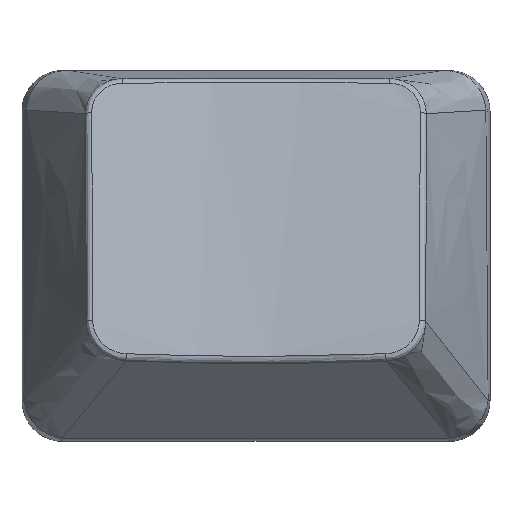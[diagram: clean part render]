
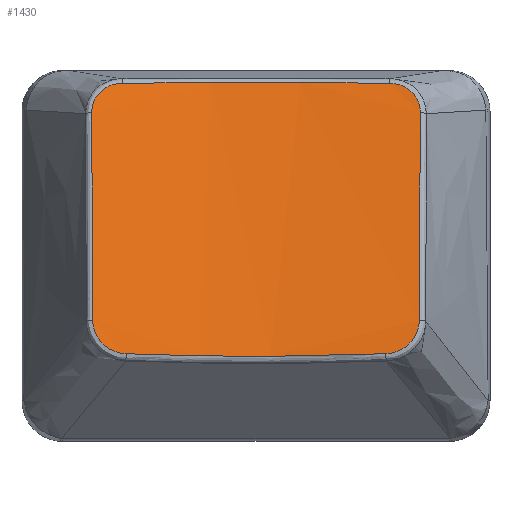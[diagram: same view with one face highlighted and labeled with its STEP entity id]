
A CAD part, top view. The second image highlights one B-rep face of the part: STEP entity #1430.
In plain terms, the highlighted free-form (B-spline) face has degree [1, 2] with [2, 3] control points.
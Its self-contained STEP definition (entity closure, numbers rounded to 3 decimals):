
#14=(
BOUNDED_SURFACE()
B_SPLINE_SURFACE(1,2,((#3784,#3785,#3786),(#3787,#3788,#3789)),
 .UNSPECIFIED.,.F.,.F.,.F.)
B_SPLINE_SURFACE_WITH_KNOTS((2,2),(3,3),(0.133,0.355),
(-1.699,-1.442),.UNSPECIFIED.)
GEOMETRIC_REPRESENTATION_ITEM()
RATIONAL_B_SPLINE_SURFACE(((1.,0.992,1.),(1.,0.992,
1.)))
REPRESENTATION_ITEM('')
SURFACE()
);
#191=B_SPLINE_CURVE_WITH_KNOTS('',3,(#3520,#3521,#3522,#3523),
 .UNSPECIFIED.,.F.,.F.,(4,4),(0.,1.057),.UNSPECIFIED.);
#192=B_SPLINE_CURVE_WITH_KNOTS('',3,(#3556,#3557,#3558,#3559,#3560,#3561),
 .UNSPECIFIED.,.F.,.F.,(4,1,1,4),(0.,0.104,0.173,
0.243),.UNSPECIFIED.);
#193=B_SPLINE_CURVE_WITH_KNOTS('',3,(#3584,#3585,#3586,#3587),
 .UNSPECIFIED.,.F.,.F.,(4,4),(0.,1.315),
 .UNSPECIFIED.);
#194=B_SPLINE_CURVE_WITH_KNOTS('',3,(#3620,#3621,#3622,#3623,#3624,#3625),
 .UNSPECIFIED.,.F.,.F.,(4,1,1,4),(0.,0.104,
0.173,0.243),.UNSPECIFIED.);
#196=B_SPLINE_CURVE_WITH_KNOTS('',3,(#3653,#3654,#3655,#3656),
 .UNSPECIFIED.,.F.,.F.,(4,4),(0.,1.057),
 .UNSPECIFIED.);
#198=B_SPLINE_CURVE_WITH_KNOTS('',3,(#3690,#3691,#3692,#3693,#3694),
 .UNSPECIFIED.,.F.,.F.,(4,1,4),(0.,0.111,0.26),
 .UNSPECIFIED.);
#200=B_SPLINE_CURVE_WITH_KNOTS('',3,(#3721,#3722,#3723,#3724),
 .UNSPECIFIED.,.F.,.F.,(4,4),(0.,1.279),
 .UNSPECIFIED.);
#201=B_SPLINE_CURVE_WITH_KNOTS('',3,(#3750,#3751,#3752,#3753,#3754),
 .UNSPECIFIED.,.F.,.F.,(4,1,4),(0.,0.111,
0.26),.UNSPECIFIED.);
#405=FACE_OUTER_BOUND('',#497,.T.);
#497=EDGE_LOOP('',(#1275,#1276,#1277,#1278,#1279,#1280,#1281,#1282));
#660=VERTEX_POINT('',#3516);
#661=VERTEX_POINT('',#3518);
#662=VERTEX_POINT('',#3554);
#663=VERTEX_POINT('',#3582);
#664=VERTEX_POINT('',#3618);
#665=VERTEX_POINT('',#3646);
#667=VERTEX_POINT('',#3682);
#669=VERTEX_POINT('',#3715);
#864=EDGE_CURVE('',#661,#660,#191,.T.);
#866=EDGE_CURVE('',#660,#662,#192,.T.);
#868=EDGE_CURVE('',#662,#663,#193,.T.);
#870=EDGE_CURVE('',#663,#664,#194,.T.);
#873=EDGE_CURVE('',#664,#665,#196,.T.);
#876=EDGE_CURVE('',#665,#667,#198,.T.);
#879=EDGE_CURVE('',#667,#669,#200,.T.);
#880=EDGE_CURVE('',#669,#661,#201,.T.);
#1275=ORIENTED_EDGE('',*,*,#864,.F.);
#1276=ORIENTED_EDGE('',*,*,#880,.F.);
#1277=ORIENTED_EDGE('',*,*,#879,.F.);
#1278=ORIENTED_EDGE('',*,*,#876,.F.);
#1279=ORIENTED_EDGE('',*,*,#873,.F.);
#1280=ORIENTED_EDGE('',*,*,#870,.F.);
#1281=ORIENTED_EDGE('',*,*,#868,.F.);
#1282=ORIENTED_EDGE('',*,*,#866,.F.);
#1430=ADVANCED_FACE('',(#405),#14,.T.);
#3516=CARTESIAN_POINT('',(-8.046,7.002,5.524));
#3518=CARTESIAN_POINT('',(-8.001,-3.164,8.433));
#3520=CARTESIAN_POINT('Ctrl Pts',(-8.001,-3.164,8.433));
#3521=CARTESIAN_POINT('Ctrl Pts',(-8.011,0.224,7.463));
#3522=CARTESIAN_POINT('Ctrl Pts',(-8.025,3.613,6.493));
#3523=CARTESIAN_POINT('Ctrl Pts',(-8.046,7.002,5.524));
#3554=CARTESIAN_POINT('',(-6.535,8.455,4.936));
#3556=CARTESIAN_POINT('Ctrl Pts',(-8.046,7.002,5.524));
#3557=CARTESIAN_POINT('Ctrl Pts',(-8.048,7.335,5.428));
#3558=CARTESIAN_POINT('Ctrl Pts',(-7.867,7.89,5.246));
#3559=CARTESIAN_POINT('Ctrl Pts',(-7.219,8.366,5.033));
#3560=CARTESIAN_POINT('Ctrl Pts',(-6.764,8.453,4.96));
#3561=CARTESIAN_POINT('Ctrl Pts',(-6.535,8.455,4.936));
#3582=CARTESIAN_POINT('',(6.535,8.455,4.936));
#3584=CARTESIAN_POINT('Ctrl Pts',(-6.535,8.455,4.936));
#3585=CARTESIAN_POINT('Ctrl Pts',(-2.194,8.495,4.484));
#3586=CARTESIAN_POINT('Ctrl Pts',(2.194,8.495,4.484));
#3587=CARTESIAN_POINT('Ctrl Pts',(6.535,8.455,4.936));
#3618=CARTESIAN_POINT('',(8.046,7.002,5.524));
#3620=CARTESIAN_POINT('Ctrl Pts',(6.535,8.455,4.936));
#3621=CARTESIAN_POINT('Ctrl Pts',(6.879,8.452,4.971));
#3622=CARTESIAN_POINT('Ctrl Pts',(7.451,8.284,5.083));
#3623=CARTESIAN_POINT('Ctrl Pts',(7.958,7.667,5.322));
#3624=CARTESIAN_POINT('Ctrl Pts',(8.048,7.224,5.46));
#3625=CARTESIAN_POINT('Ctrl Pts',(8.046,7.002,5.524));
#3646=CARTESIAN_POINT('',(8.001,-3.164,8.433));
#3653=CARTESIAN_POINT('Ctrl Pts',(8.046,7.002,5.524));
#3654=CARTESIAN_POINT('Ctrl Pts',(8.025,3.613,6.493));
#3655=CARTESIAN_POINT('Ctrl Pts',(8.011,0.224,7.463));
#3656=CARTESIAN_POINT('Ctrl Pts',(8.001,-3.164,8.433));
#3682=CARTESIAN_POINT('',(6.358,-4.804,8.72));
#3690=CARTESIAN_POINT('Ctrl Pts',(8.001,-3.164,8.433));
#3691=CARTESIAN_POINT('Ctrl Pts',(8.,-3.522,8.535));
#3692=CARTESIAN_POINT('Ctrl Pts',(7.7,-4.369,8.74));
#3693=CARTESIAN_POINT('Ctrl Pts',(6.849,-4.784,8.763));
#3694=CARTESIAN_POINT('Ctrl Pts',(6.358,-4.804,8.72));
#3715=CARTESIAN_POINT('',(-6.358,-4.804,8.72));
#3721=CARTESIAN_POINT('Ctrl Pts',(6.358,-4.804,8.72));
#3722=CARTESIAN_POINT('Ctrl Pts',(2.132,-4.973,8.351));
#3723=CARTESIAN_POINT('Ctrl Pts',(-2.132,-4.973,8.351));
#3724=CARTESIAN_POINT('Ctrl Pts',(-6.358,-4.804,8.72));
#3750=CARTESIAN_POINT('Ctrl Pts',(-6.358,-4.804,8.72));
#3751=CARTESIAN_POINT('Ctrl Pts',(-6.726,-4.789,8.752));
#3752=CARTESIAN_POINT('Ctrl Pts',(-7.588,-4.48,8.757));
#3753=CARTESIAN_POINT('Ctrl Pts',(-8.,-3.641,8.57));
#3754=CARTESIAN_POINT('Ctrl Pts',(-8.001,-3.164,8.433));
#3784=CARTESIAN_POINT('Ctrl Pts',(8.047,-4.813,8.912));
#3785=CARTESIAN_POINT('Ctrl Pts',(0.,-5.08,
7.98));
#3786=CARTESIAN_POINT('Ctrl Pts',(-8.047,-4.813,8.912));
#3787=CARTESIAN_POINT('Ctrl Pts',(8.047,8.624,5.059));
#3788=CARTESIAN_POINT('Ctrl Pts',(0.,8.357,
4.127));
#3789=CARTESIAN_POINT('Ctrl Pts',(-8.047,8.624,5.059));
